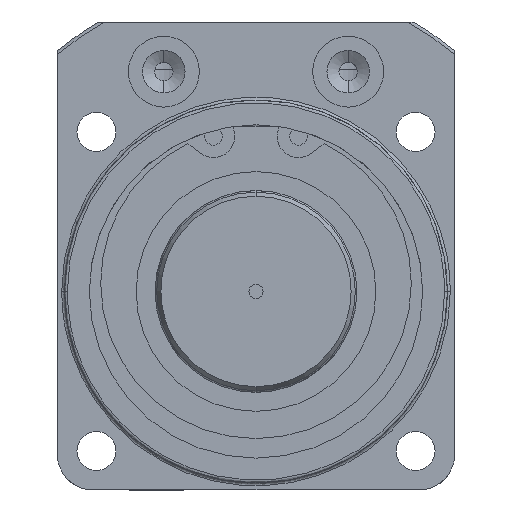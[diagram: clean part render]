
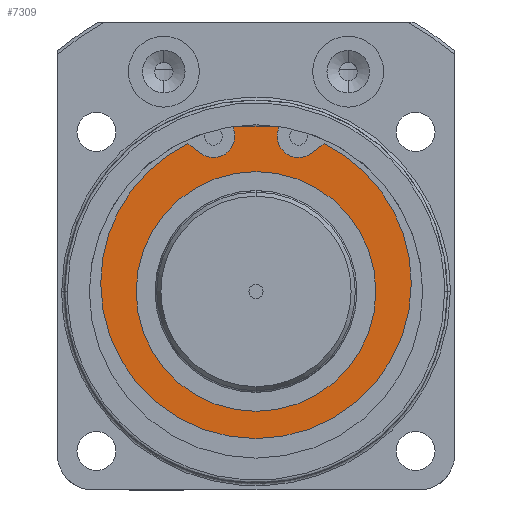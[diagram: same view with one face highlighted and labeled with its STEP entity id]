
A CAD part, front view. The second image highlights one B-rep face of the part: STEP entity #7309.
In plain terms, the highlighted planar face has unit normal (0, -1, 0).
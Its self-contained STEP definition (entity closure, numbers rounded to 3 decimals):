
#78 = CARTESIAN_POINT ( 'NONE',  ( -3.081, -89.6, 22.578 ) ) ;
#113 = CARTESIAN_POINT ( 'NONE',  ( 3.247, -89.6, 23.275 ) ) ;
#133 = CARTESIAN_POINT ( 'NONE',  ( -21.9, -89.6, 1.15 ) ) ;
#135 = CARTESIAN_POINT ( 'NONE',  ( 7.79, -89.6, 19.477 ) ) ;
#137 = CARTESIAN_POINT ( 'NONE',  ( 3.081, -89.6, 22.578 ) ) ;
#138 = CARTESIAN_POINT ( 'NONE',  ( -9.609, -89.6, 20.829 ) ) ;
#140 = CARTESIAN_POINT ( 'NONE',  ( 21.9, -89.6, 1.15 ) ) ;
#171 = CARTESIAN_POINT ( 'NONE',  ( -7.79, -89.6, 19.477 ) ) ;
#189 = CARTESIAN_POINT ( 'NONE',  ( 16.9, -89.6, 0. ) ) ;
#197 = CARTESIAN_POINT ( 'NONE',  ( 9.609, -89.6, 20.829 ) ) ;
#199 = CARTESIAN_POINT ( 'NONE',  ( -16.9, -89.6, 0. ) ) ;
#303 = CARTESIAN_POINT ( 'NONE',  ( 3., -89.6, 21.884 ) ) ;
#392 = CARTESIAN_POINT ( 'NONE',  ( -3.247, -89.6, 23.275 ) ) ;
#602 = DIRECTION ( 'NONE',  ( 0., 1., 0. ) ) ;
#604 = DIRECTION ( 'NONE',  ( 0., 1., 0. ) ) ;
#609 = DIRECTION ( 'NONE',  ( 1., 0., 0. ) ) ;
#625 = DIRECTION ( 'NONE',  ( -0.803, 0., -0.597 ) ) ;
#681 = DIRECTION ( 'NONE',  ( -1., 0., 0. ) ) ;
#706 = CARTESIAN_POINT ( 'NONE',  ( 6., -89.6, 21.884 ) ) ;
#768 = CARTESIAN_POINT ( 'NONE',  ( 9.609, -89.6, 20.829 ) ) ;
#782 = CARTESIAN_POINT ( 'NONE',  ( 0., -89.6, 0. ) ) ;
#1382 = CARTESIAN_POINT ( 'NONE',  ( -3.081, -89.6, 22.578 ) ) ;
#1466 = DIRECTION ( 'NONE',  ( 1., 0., 0. ) ) ;
#1467 = DIRECTION ( 'NONE',  ( 0., -1., 0. ) ) ;
#1468 = CARTESIAN_POINT ( 'NONE',  ( 0., -89.6, 0. ) ) ;
#1469 = DIRECTION ( 'NONE',  ( 0.231, 0., -0.973 ) ) ;
#2313 = VERTEX_POINT ( 'NONE', #133 ) ;
#2321 = VERTEX_POINT ( 'NONE', #140 ) ;
#2331 = VERTEX_POINT ( 'NONE', #138 ) ;
#2332 = VERTEX_POINT ( 'NONE', #135 ) ;
#2347 = VERTEX_POINT ( 'NONE', #303 ) ;
#2348 = VERTEX_POINT ( 'NONE', #189 ) ;
#2357 = VERTEX_POINT ( 'NONE', #199 ) ;
#2782 = DIRECTION ( 'NONE',  ( -1., 0., 0. ) ) ;
#2783 = DIRECTION ( 'NONE',  ( 0., -1., 0. ) ) ;
#2784 = CARTESIAN_POINT ( 'NONE',  ( 0., -89.6, 1.15 ) ) ;
#2791 = DIRECTION ( 'NONE',  ( -1., 0., 0. ) ) ;
#2792 = DIRECTION ( 'NONE',  ( 0., -1., 0. ) ) ;
#2793 = CARTESIAN_POINT ( 'NONE',  ( 0., -89.6, 1.15 ) ) ;
#3310 = DIRECTION ( 'NONE',  ( 1., 0., 0. ) ) ;
#3311 = DIRECTION ( 'NONE',  ( 0., 1., 0. ) ) ;
#3312 = CARTESIAN_POINT ( 'NONE',  ( 0., -89.6, 0. ) ) ;
#3370 = DIRECTION ( 'NONE',  ( -1., 0., 0. ) ) ;
#3371 = DIRECTION ( 'NONE',  ( 0., 1., 0. ) ) ;
#3372 = CARTESIAN_POINT ( 'NONE',  ( 6., -89.6, 21.884 ) ) ;
#3460 = VERTEX_POINT ( 'NONE', #392 ) ;
#3595 = VERTEX_POINT ( 'NONE', #197 ) ;
#3614 = VERTEX_POINT ( 'NONE', #171 ) ;
#3632 = VERTEX_POINT ( 'NONE', #137 ) ;
#3652 = VERTEX_POINT ( 'NONE', #113 ) ;
#3675 = VERTEX_POINT ( 'NONE', #78 ) ;
#4704 = EDGE_CURVE ( 'NONE', #2348, #2357, #11715, .T. ) ;
#4707 = EDGE_CURVE ( 'NONE', #2347, #3632, #11712, .T. ) ;
#4708 = EDGE_CURVE ( 'NONE', #3595, #2332, #11711, .T. ) ;
#4813 = EDGE_CURVE ( 'NONE', #2332, #2347, #11545, .T. ) ;
#4828 = EDGE_CURVE ( 'NONE', #2357, #2348, #11451, .T. ) ;
#5338 = EDGE_CURVE ( 'NONE', #2313, #2321, #11327, .T. ) ;
#5341 = EDGE_CURVE ( 'NONE', #2331, #2313, #11318, .T. ) ;
#6148 = DIRECTION ( 'NONE',  ( 1., 0., 0. ) ) ;
#6149 = DIRECTION ( 'NONE',  ( 0., -1., 0. ) ) ;
#6154 = PLANE ( 'NONE',  #8020 ) ;
#6155 = CARTESIAN_POINT ( 'NONE',  ( -23.5, -89.6, 0. ) ) ;
#6383 = AXIS2_PLACEMENT_3D ( 'NONE', #11198, #11197, #11196 ) ;
#6395 = AXIS2_PLACEMENT_3D ( 'NONE', #11137, #11136, #11135 ) ;
#7309 = ADVANCED_FACE ( 'NONE', ( #9575, #9609 ), #6154, .T. ) ;
#7733 = AXIS2_PLACEMENT_3D ( 'NONE', #782, #604, #609 ) ;
#7735 = AXIS2_PLACEMENT_3D ( 'NONE', #706, #602, #681 ) ;
#7792 = AXIS2_PLACEMENT_3D ( 'NONE', #3372, #3371, #3370 ) ;
#7799 = AXIS2_PLACEMENT_3D ( 'NONE', #3312, #3311, #3310 ) ;
#7832 = AXIS2_PLACEMENT_3D ( 'NONE', #2793, #2792, #2791 ) ;
#7834 = AXIS2_PLACEMENT_3D ( 'NONE', #2784, #2783, #2782 ) ;
#8020 = AXIS2_PLACEMENT_3D ( 'NONE', #6155, #6149, #6148 ) ;
#8260 = AXIS2_PLACEMENT_3D ( 'NONE', #1468, #1467, #1466 ) ;
#8877 = EDGE_LOOP ( 'NONE', ( #10022, #10021 ) ) ;
#8881 = EDGE_LOOP ( 'NONE', ( #10035, #10034, #10033, #10032, #10031, #10029, #10028, #10026, #10025, #10024, #10023 ) ) ;
#9575 = FACE_OUTER_BOUND ( 'NONE', #8881, .T. ) ;
#9609 = FACE_BOUND ( 'NONE', #8877, .T. ) ;
#9688 = CIRCLE ( 'NONE', #8260, 23.5 ) ;
#9689 = LINE ( 'NONE', #1382, #9695 ) ;
#9695 = VECTOR ( 'NONE', #1469, 1000. ) ;
#10021 = ORIENTED_EDGE ( 'NONE', *, *, #4828, .T. ) ;
#10022 = ORIENTED_EDGE ( 'NONE', *, *, #4704, .T. ) ;
#10023 = ORIENTED_EDGE ( 'NONE', *, *, #4708, .T. ) ;
#10024 = ORIENTED_EDGE ( 'NONE', *, *, #12168, .T. ) ;
#10025 = ORIENTED_EDGE ( 'NONE', *, *, #5338, .T. ) ;
#10026 = ORIENTED_EDGE ( 'NONE', *, *, #5341, .T. ) ;
#10028 = ORIENTED_EDGE ( 'NONE', *, *, #12165, .T. ) ;
#10029 = ORIENTED_EDGE ( 'NONE', *, *, #12191, .T. ) ;
#10031 = ORIENTED_EDGE ( 'NONE', *, *, #12057, .T. ) ;
#10032 = ORIENTED_EDGE ( 'NONE', *, *, #12053, .T. ) ;
#10033 = ORIENTED_EDGE ( 'NONE', *, *, #12200, .T. ) ;
#10034 = ORIENTED_EDGE ( 'NONE', *, *, #4707, .T. ) ;
#10035 = ORIENTED_EDGE ( 'NONE', *, *, #4813, .T. ) ;
#11093 = DIRECTION ( 'NONE',  ( 0.231, 0., 0.973 ) ) ;
#11094 = CARTESIAN_POINT ( 'NONE',  ( 3.081, -89.6, 22.578 ) ) ;
#11135 = DIRECTION ( 'NONE',  ( -1., 0., 0. ) ) ;
#11136 = DIRECTION ( 'NONE',  ( 0., 1., 0. ) ) ;
#11137 = CARTESIAN_POINT ( 'NONE',  ( -6., -89.6, 21.884 ) ) ;
#11196 = DIRECTION ( 'NONE',  ( -1., 0., 0. ) ) ;
#11197 = DIRECTION ( 'NONE',  ( 0., -1., 0. ) ) ;
#11198 = CARTESIAN_POINT ( 'NONE',  ( 0., -89.6, 1.15 ) ) ;
#11204 = DIRECTION ( 'NONE',  ( -0.803, 0., 0.597 ) ) ;
#11205 = CARTESIAN_POINT ( 'NONE',  ( -7.79, -89.6, 19.477 ) ) ;
#11318 = CIRCLE ( 'NONE', #7834, 21.9 ) ;
#11327 = CIRCLE ( 'NONE', #7832, 21.9 ) ;
#11451 = CIRCLE ( 'NONE', #7799, 16.9 ) ;
#11545 = CIRCLE ( 'NONE', #7792, 3. ) ;
#11707 = VECTOR ( 'NONE', #625, 1000. ) ;
#11711 = LINE ( 'NONE', #768, #11707 ) ;
#11712 = CIRCLE ( 'NONE', #7735, 3. ) ;
#11715 = CIRCLE ( 'NONE', #7733, 16.9 ) ;
#12053 = EDGE_CURVE ( 'NONE', #3652, #3460, #9688, .T. ) ;
#12057 = EDGE_CURVE ( 'NONE', #3460, #3675, #9689, .T. ) ;
#12165 = EDGE_CURVE ( 'NONE', #3614, #2331, #12261, .T. ) ;
#12168 = EDGE_CURVE ( 'NONE', #2321, #3595, #12238, .T. ) ;
#12191 = EDGE_CURVE ( 'NONE', #3675, #3614, #12294, .T. ) ;
#12200 = EDGE_CURVE ( 'NONE', #3632, #3652, #12330, .T. ) ;
#12238 = CIRCLE ( 'NONE', #6383, 21.9 ) ;
#12261 = LINE ( 'NONE', #11205, #12265 ) ;
#12265 = VECTOR ( 'NONE', #11204, 1000. ) ;
#12294 = CIRCLE ( 'NONE', #6395, 3. ) ;
#12330 = LINE ( 'NONE', #11094, #12369 ) ;
#12369 = VECTOR ( 'NONE', #11093, 1000. ) ;
